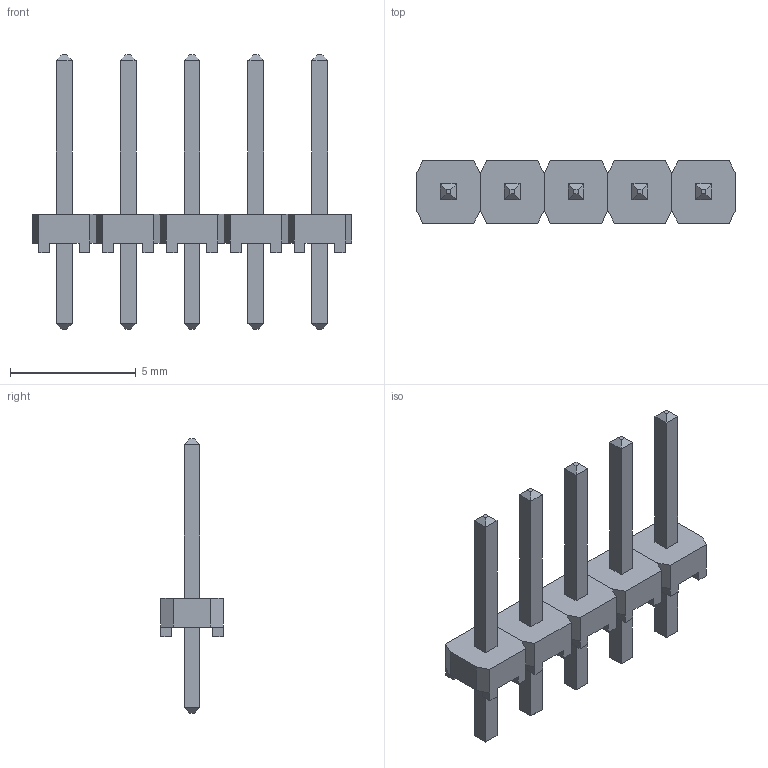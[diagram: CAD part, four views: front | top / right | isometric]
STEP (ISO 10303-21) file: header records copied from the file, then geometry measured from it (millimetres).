
FILE_DESCRIPTION((''),'2;1');
FILE_NAME('SAMTEC_MTLW-105-07-L-S-250.stp','2015-01-07T11:22:38',(''),(''),'Mechanical Desktop 2011','Mechanical Desktop 2011',', , ');
FILE_SCHEMA(('AUTOMOTIVE_DESIGN { 1 2 10303 214 1 1 1 1 }'));
Length unit declared in the file: millimetre
Products named in the file (1): Product
Bounding box: 12.7 x 2.49 x 10.92 mm (x, y, z)
Volume: 55.3 mm3; surface area: 254.8 mm2
Topology: 15 solids, 15 shells, 230 faces, 540 edges, 340 vertices
Faces by surface type: bspline 115, plane 115
Entity records: 6409 total; most frequent: CARTESIAN_POINT 1456, ORIENTED_EDGE 1080, DIRECTION 772, VECTOR 540, LINE 540, EDGE_CURVE 540, VERTEX_POINT 340, EDGE_LOOP 230
